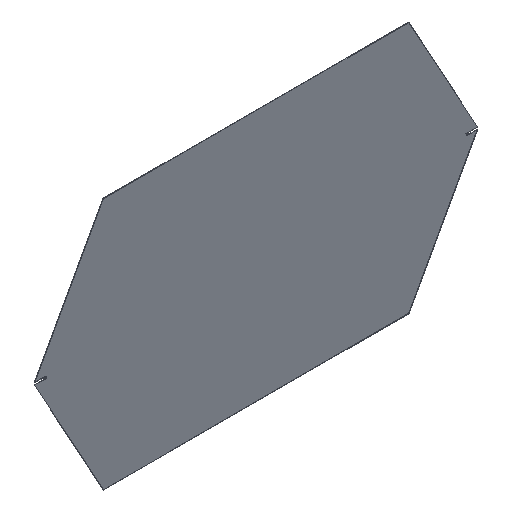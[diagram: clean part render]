
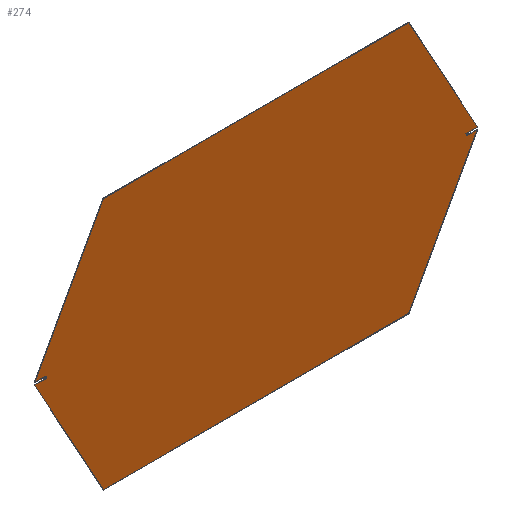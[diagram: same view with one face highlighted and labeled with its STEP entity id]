
A CAD part, isometric view. The second image highlights one B-rep face of the part: STEP entity #274.
In plain terms, the highlighted planar face has unit normal (0, -1, 0).
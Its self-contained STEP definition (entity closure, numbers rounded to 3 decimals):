
#28=FACE_OUTER_BOUND('',#42,.T.);
#42=EDGE_LOOP('',(#235,#236,#237,#238,#239,#240,#241,#242,#243,#244,#245,
#246));
#56=LINE('',#399,#92);
#58=LINE('',#403,#94);
#60=LINE('',#407,#96);
#62=LINE('',#411,#98);
#64=LINE('',#415,#100);
#66=LINE('',#419,#102);
#68=LINE('',#423,#104);
#70=LINE('',#427,#106);
#72=LINE('',#431,#108);
#74=LINE('',#435,#110);
#76=LINE('',#439,#112);
#78=LINE('',#442,#114);
#92=VECTOR('',#322,10.);
#94=VECTOR('',#326,10.);
#96=VECTOR('',#330,10.);
#98=VECTOR('',#334,10.);
#100=VECTOR('',#338,10.);
#102=VECTOR('',#342,10.);
#104=VECTOR('',#346,10.);
#106=VECTOR('',#350,10.);
#108=VECTOR('',#354,10.);
#110=VECTOR('',#358,10.);
#112=VECTOR('',#362,10.);
#114=VECTOR('',#366,10.);
#127=VERTEX_POINT('',#396);
#128=VERTEX_POINT('',#398);
#129=VERTEX_POINT('',#402);
#130=VERTEX_POINT('',#406);
#131=VERTEX_POINT('',#410);
#132=VERTEX_POINT('',#414);
#133=VERTEX_POINT('',#418);
#134=VERTEX_POINT('',#422);
#135=VERTEX_POINT('',#426);
#136=VERTEX_POINT('',#430);
#137=VERTEX_POINT('',#434);
#138=VERTEX_POINT('',#438);
#152=EDGE_CURVE('',#128,#127,#56,.T.);
#154=EDGE_CURVE('',#129,#128,#58,.T.);
#156=EDGE_CURVE('',#130,#129,#60,.T.);
#158=EDGE_CURVE('',#131,#130,#62,.T.);
#160=EDGE_CURVE('',#132,#131,#64,.T.);
#162=EDGE_CURVE('',#133,#132,#66,.T.);
#164=EDGE_CURVE('',#134,#133,#68,.T.);
#166=EDGE_CURVE('',#135,#134,#70,.T.);
#168=EDGE_CURVE('',#136,#135,#72,.T.);
#170=EDGE_CURVE('',#137,#136,#74,.T.);
#172=EDGE_CURVE('',#138,#137,#76,.T.);
#174=EDGE_CURVE('',#127,#138,#78,.T.);
#235=ORIENTED_EDGE('',*,*,#174,.T.);
#236=ORIENTED_EDGE('',*,*,#172,.T.);
#237=ORIENTED_EDGE('',*,*,#170,.T.);
#238=ORIENTED_EDGE('',*,*,#168,.T.);
#239=ORIENTED_EDGE('',*,*,#166,.T.);
#240=ORIENTED_EDGE('',*,*,#164,.T.);
#241=ORIENTED_EDGE('',*,*,#162,.T.);
#242=ORIENTED_EDGE('',*,*,#160,.T.);
#243=ORIENTED_EDGE('',*,*,#158,.T.);
#244=ORIENTED_EDGE('',*,*,#156,.T.);
#245=ORIENTED_EDGE('',*,*,#154,.T.);
#246=ORIENTED_EDGE('',*,*,#152,.T.);
#260=PLANE('',#302);
#274=ADVANCED_FACE('',(#28),#260,.T.);
#302=AXIS2_PLACEMENT_3D('',#443,#367,#368);
#322=DIRECTION('',(0.481,0.,0.877));
#326=DIRECTION('',(1.,0.,0.));
#330=DIRECTION('',(0.481,0.,-0.877));
#334=DIRECTION('',(-1.,0.,0.));
#338=DIRECTION('',(0.,0.,-1.));
#342=DIRECTION('',(1.,0.,0.));
#346=DIRECTION('',(-0.481,0.,-0.877));
#350=DIRECTION('',(-1.,0.,0.));
#354=DIRECTION('',(-0.481,0.,0.877));
#358=DIRECTION('',(1.,0.,0.));
#362=DIRECTION('',(0.,0.,1.));
#366=DIRECTION('',(-1.,0.,0.));
#367=DIRECTION('center_axis',(0.,-1.,0.));
#368=DIRECTION('ref_axis',(0.,0.,-1.));
#396=CARTESIAN_POINT('',(289.803,140.6,-1.27));
#398=CARTESIAN_POINT('',(200.,140.6,-165.));
#399=CARTESIAN_POINT('',(200.,140.6,-165.));
#402=CARTESIAN_POINT('',(-200.,140.6,-165.));
#403=CARTESIAN_POINT('',(-200.,140.6,-165.));
#406=CARTESIAN_POINT('',(-289.803,140.6,-1.27));
#407=CARTESIAN_POINT('',(-289.803,140.6,-1.27));
#410=CARTESIAN_POINT('',(-275.,140.6,-1.27));
#411=CARTESIAN_POINT('',(-275.,140.6,-1.27));
#414=CARTESIAN_POINT('',(-275.,140.6,1.27));
#415=CARTESIAN_POINT('',(-275.,140.6,1.27));
#418=CARTESIAN_POINT('',(-289.803,140.6,1.27));
#419=CARTESIAN_POINT('',(-289.803,140.6,1.27));
#422=CARTESIAN_POINT('',(-200.,140.6,165.));
#423=CARTESIAN_POINT('',(-200.,140.6,165.));
#426=CARTESIAN_POINT('',(200.,140.6,165.));
#427=CARTESIAN_POINT('',(200.,140.6,165.));
#430=CARTESIAN_POINT('',(289.803,140.6,1.27));
#431=CARTESIAN_POINT('',(289.803,140.6,1.27));
#434=CARTESIAN_POINT('',(275.,140.6,1.27));
#435=CARTESIAN_POINT('',(275.,140.6,1.27));
#438=CARTESIAN_POINT('',(275.,140.6,-1.27));
#439=CARTESIAN_POINT('',(275.,140.6,-1.27));
#442=CARTESIAN_POINT('',(289.803,140.6,-1.27));
#443=CARTESIAN_POINT('Origin',(0.,140.6,0.));
